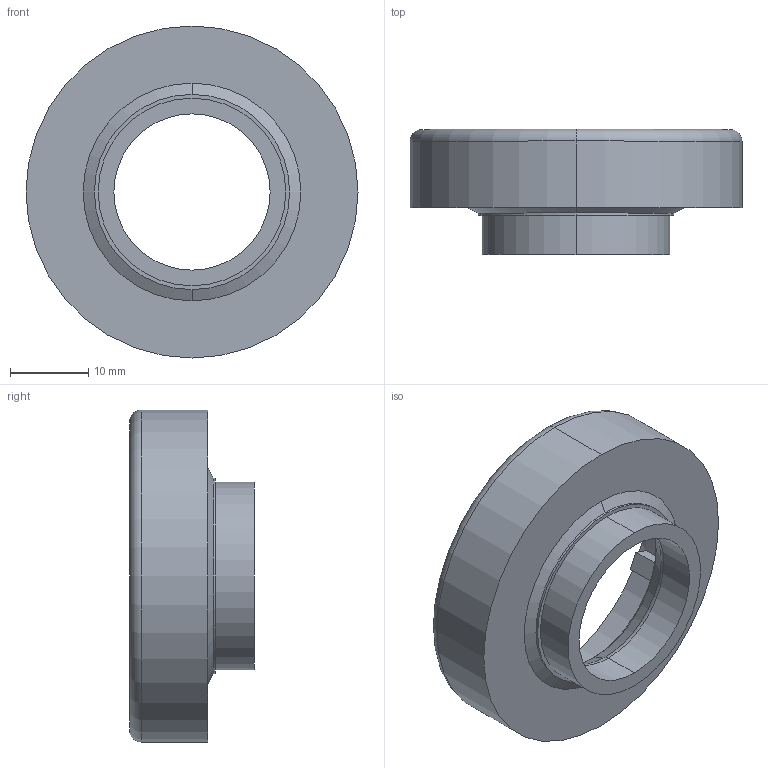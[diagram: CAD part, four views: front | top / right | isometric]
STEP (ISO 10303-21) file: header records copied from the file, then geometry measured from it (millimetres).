
FILE_DESCRIPTION (( 'STEP AP203' ), '1' );
FILE_NAME ('Lower Bearing Mount.STEP', '2024-04-25T20:52:57', ( '' ), ( '' ), 'SwSTEP 2.0', 'SolidWorks 2022', '' );
FILE_SCHEMA (( 'CONFIG_CONTROL_DESIGN' ));
Length unit declared in the file: millimetre
Products named in the file (1): Lower Bearing Mount
Bounding box: 42.5 x 16 x 42.5 mm (x, y, z)
Volume: 6027.5 mm3; surface area: 5298 mm2
Topology: 1 solids, 1 shells, 44 faces, 104 edges, 66 vertices
Faces by surface type: plane 22, cylinder 12, torus 6, cone 4
Entity records: 1357 total; most frequent: DIRECTION 242, CARTESIAN_POINT 215, ORIENTED_EDGE 208, EDGE_CURVE 104, AXIS2_PLACEMENT_3D 93, VERTEX_POINT 66, LINE 56, VECTOR 56
